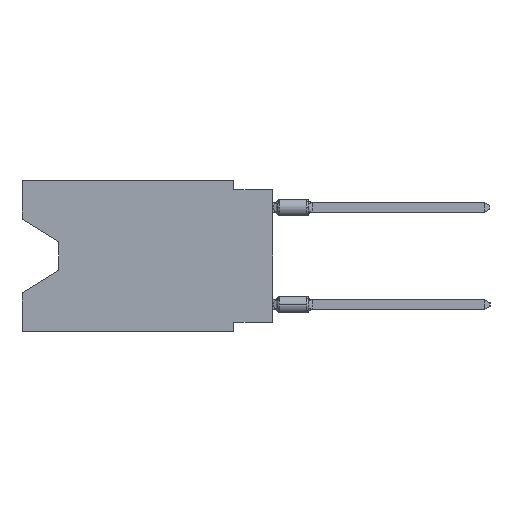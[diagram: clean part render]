
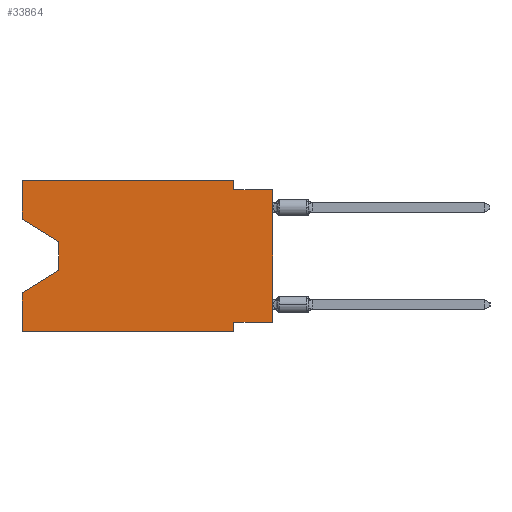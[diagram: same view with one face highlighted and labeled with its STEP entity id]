
A CAD part, left-side view. The second image highlights one B-rep face of the part: STEP entity #33864.
In plain terms, the highlighted planar face has unit normal (-1, 0, 0).
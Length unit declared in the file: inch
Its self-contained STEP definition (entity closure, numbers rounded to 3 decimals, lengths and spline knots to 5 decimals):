
#257 = VERTEX_POINT ( 'NONE', #17672 ) ;
#352 = CARTESIAN_POINT ( 'NONE',  ( 0., 0.645, 0. ) ) ;
#488 = EDGE_CURVE ( 'NONE', #6423, #1437, #8876, .T. ) ;
#850 = CARTESIAN_POINT ( 'NONE',  ( 0., 0.1, -0.365 ) ) ;
#964 = VERTEX_POINT ( 'NONE', #23894 ) ;
#966 = EDGE_CURVE ( 'NONE', #18852, #30644, #11991, .T. ) ;
#1437 = VERTEX_POINT ( 'NONE', #18094 ) ;
#2150 = ORIENTED_EDGE ( 'NONE', *, *, #11984, .F. ) ;
#2774 = VECTOR ( 'NONE', #17409, 39.37008 ) ;
#3531 = VERTEX_POINT ( 'NONE', #18747 ) ;
#4567 = DIRECTION ( 'NONE',  ( 0., 1., 0. ) ) ;
#5364 = DIRECTION ( 'NONE',  ( 0., 0., -1. ) ) ;
#5463 = ORIENTED_EDGE ( 'NONE', *, *, #36488, .T. ) ;
#5488 = DIRECTION ( 'NONE',  ( 0., 0., -1. ) ) ;
#6120 = EDGE_CURVE ( 'NONE', #964, #35547, #14622, .T. ) ;
#6335 = LINE ( 'NONE', #12280, #28928 ) ;
#6423 = VERTEX_POINT ( 'NONE', #33751 ) ;
#6557 = ORIENTED_EDGE ( 'NONE', *, *, #12912, .F. ) ;
#6834 = FACE_OUTER_BOUND ( 'NONE', #11196, .T. ) ;
#7144 = VECTOR ( 'NONE', #22299, 39.37008 ) ;
#8055 = VECTOR ( 'NONE', #32196, 39.37008 ) ;
#8151 = EDGE_CURVE ( 'NONE', #3531, #31154, #16935, .T. ) ;
#8164 = ORIENTED_EDGE ( 'NONE', *, *, #6120, .T. ) ;
#8192 = CARTESIAN_POINT ( 'NONE',  ( 0., 0., -0.025 ) ) ;
#8198 = VECTOR ( 'NONE', #36562, 39.37008 ) ;
#8876 = LINE ( 'NONE', #20051, #7144 ) ;
#9056 = VECTOR ( 'NONE', #17116, 39.37008 ) ;
#11086 = VECTOR ( 'NONE', #15406, 39.37008 ) ;
#11196 = EDGE_LOOP ( 'NONE', ( #8164, #5463, #12551, #24695, #27854, #2150, #31162, #27946, #30393, #22952, #12341, #6557 ) ) ;
#11368 = VERTEX_POINT ( 'NONE', #36603 ) ;
#11904 = CARTESIAN_POINT ( 'NONE',  ( 0., 0., 0. ) ) ;
#11984 = EDGE_CURVE ( 'NONE', #14928, #11368, #16903, .T. ) ;
#11991 = LINE ( 'NONE', #17954, #2774 ) ;
#12280 = CARTESIAN_POINT ( 'NONE',  ( 0., 0.55, -0.232 ) ) ;
#12341 = ORIENTED_EDGE ( 'NONE', *, *, #966, .F. ) ;
#12551 = ORIENTED_EDGE ( 'NONE', *, *, #14150, .T. ) ;
#12912 = EDGE_CURVE ( 'NONE', #964, #18852, #32560, .T. ) ;
#12971 = EDGE_CURVE ( 'NONE', #257, #31154, #26420, .T. ) ;
#14150 = EDGE_CURVE ( 'NONE', #30359, #1437, #6335, .T. ) ;
#14238 = CARTESIAN_POINT ( 'NONE',  ( 0., 0.645, -0.39 ) ) ;
#14481 = EDGE_CURVE ( 'NONE', #30644, #3531, #15596, .T. ) ;
#14610 = DIRECTION ( 'NONE',  ( 0., -1., 0. ) ) ;
#14622 = LINE ( 'NONE', #17212, #24997 ) ;
#14928 = VERTEX_POINT ( 'NONE', #850 ) ;
#15081 = CARTESIAN_POINT ( 'NONE',  ( 0., 0.645, 0. ) ) ;
#15403 = CARTESIAN_POINT ( 'NONE',  ( 0., 0.645, 0. ) ) ;
#15406 = DIRECTION ( 'NONE',  ( 0., 0., -1. ) ) ;
#15439 = DIRECTION ( 'NONE',  ( 0., 0., 1. ) ) ;
#15596 = LINE ( 'NONE', #35136, #11086 ) ;
#15838 = CARTESIAN_POINT ( 'NONE',  ( 0., 0.1, 0. ) ) ;
#16140 = DIRECTION ( 'NONE',  ( 1., 0., 0. ) ) ;
#16451 = LINE ( 'NONE', #25012, #8198 ) ;
#16745 = EDGE_CURVE ( 'NONE', #6423, #11368, #26318, .T. ) ;
#16903 = LINE ( 'NONE', #28083, #17029 ) ;
#16935 = LINE ( 'NONE', #8192, #9056 ) ;
#17029 = VECTOR ( 'NONE', #5364, 39.37008 ) ;
#17116 = DIRECTION ( 'NONE',  ( 0., -1., 0. ) ) ;
#17212 = CARTESIAN_POINT ( 'NONE',  ( 0., 0.645, -0.10025 ) ) ;
#17409 = DIRECTION ( 'NONE',  ( 0., -1., 0. ) ) ;
#17672 = CARTESIAN_POINT ( 'NONE',  ( 0., 0., -0.365 ) ) ;
#17954 = CARTESIAN_POINT ( 'NONE',  ( 0., 0.645, 0. ) ) ;
#18094 = CARTESIAN_POINT ( 'NONE',  ( 0., 0.645, -0.28975 ) ) ;
#18191 = PLANE ( 'NONE',  #22921 ) ;
#18747 = CARTESIAN_POINT ( 'NONE',  ( 0., 0.1, -0.025 ) ) ;
#18852 = VERTEX_POINT ( 'NONE', #352 ) ;
#19960 = CARTESIAN_POINT ( 'NONE',  ( 0., 0.55, -0.232 ) ) ;
#20051 = CARTESIAN_POINT ( 'NONE',  ( 0., 0.645, 0. ) ) ;
#22299 = DIRECTION ( 'NONE',  ( 0., 0., 1. ) ) ;
#22921 = AXIS2_PLACEMENT_3D ( 'NONE', #15403, #16140, #5488 ) ;
#22952 = ORIENTED_EDGE ( 'NONE', *, *, #14481, .F. ) ;
#23442 = DIRECTION ( 'NONE',  ( 0., 0.855, -0.519 ) ) ;
#23894 = CARTESIAN_POINT ( 'NONE',  ( 0., 0.645, -0.10025 ) ) ;
#24695 = ORIENTED_EDGE ( 'NONE', *, *, #488, .F. ) ;
#24997 = VECTOR ( 'NONE', #31548, 39.37008 ) ;
#25012 = CARTESIAN_POINT ( 'NONE',  ( 0., 0.55, -0.158 ) ) ;
#26318 = LINE ( 'NONE', #14238, #35609 ) ;
#26420 = LINE ( 'NONE', #11904, #28869 ) ;
#27650 = CARTESIAN_POINT ( 'NONE',  ( 0., 0., -0.365 ) ) ;
#27854 = ORIENTED_EDGE ( 'NONE', *, *, #16745, .T. ) ;
#27946 = ORIENTED_EDGE ( 'NONE', *, *, #12971, .T. ) ;
#28083 = CARTESIAN_POINT ( 'NONE',  ( 0., 0.1, -0.39 ) ) ;
#28540 = EDGE_CURVE ( 'NONE', #257, #14928, #30058, .T. ) ;
#28869 = VECTOR ( 'NONE', #15439, 39.37008 ) ;
#28928 = VECTOR ( 'NONE', #23442, 39.37008 ) ;
#30058 = LINE ( 'NONE', #27650, #35819 ) ;
#30359 = VERTEX_POINT ( 'NONE', #19960 ) ;
#30393 = ORIENTED_EDGE ( 'NONE', *, *, #8151, .F. ) ;
#30644 = VERTEX_POINT ( 'NONE', #15838 ) ;
#31154 = VERTEX_POINT ( 'NONE', #32305 ) ;
#31162 = ORIENTED_EDGE ( 'NONE', *, *, #28540, .F. ) ;
#31548 = DIRECTION ( 'NONE',  ( 0., -0.855, -0.519 ) ) ;
#32196 = DIRECTION ( 'NONE',  ( 0., 0., 1. ) ) ;
#32305 = CARTESIAN_POINT ( 'NONE',  ( 0., 0., -0.025 ) ) ;
#32560 = LINE ( 'NONE', #15081, #8055 ) ;
#32970 = CARTESIAN_POINT ( 'NONE',  ( 0., 0.55, -0.158 ) ) ;
#33751 = CARTESIAN_POINT ( 'NONE',  ( 0., 0.645, -0.39 ) ) ;
#33864 = ADVANCED_FACE ( 'NONE', ( #6834 ), #18191, .F. ) ;
#35136 = CARTESIAN_POINT ( 'NONE',  ( 0., 0.1, 0. ) ) ;
#35547 = VERTEX_POINT ( 'NONE', #32970 ) ;
#35609 = VECTOR ( 'NONE', #14610, 39.37008 ) ;
#35819 = VECTOR ( 'NONE', #4567, 39.37008 ) ;
#36488 = EDGE_CURVE ( 'NONE', #35547, #30359, #16451, .T. ) ;
#36562 = DIRECTION ( 'NONE',  ( 0., 0., -1. ) ) ;
#36603 = CARTESIAN_POINT ( 'NONE',  ( 0., 0.1, -0.39 ) ) ;
